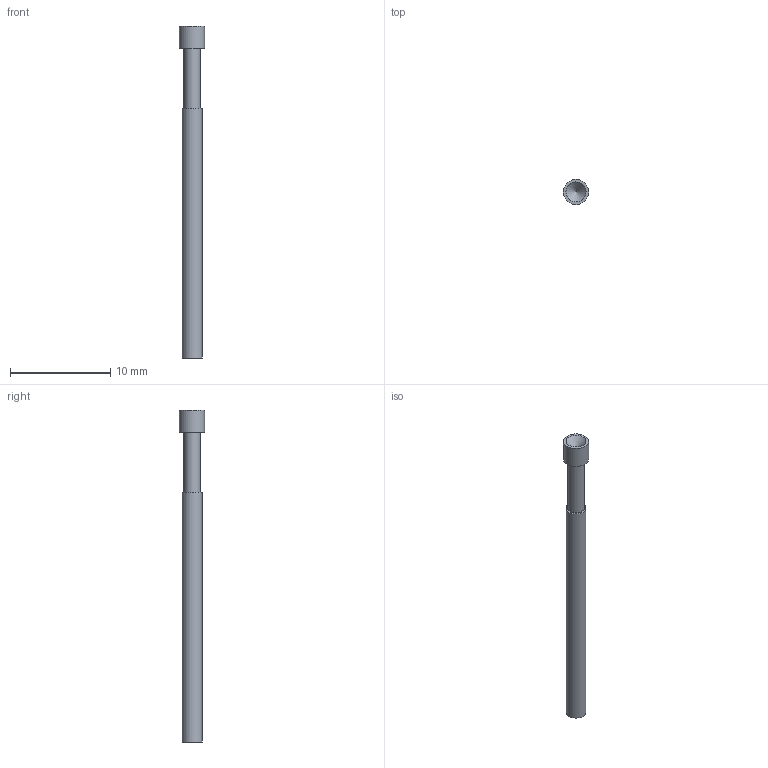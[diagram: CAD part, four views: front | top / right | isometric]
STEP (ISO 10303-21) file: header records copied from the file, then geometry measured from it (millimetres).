
FILE_DESCRIPTION(/* description */ (''),/* implementation_level */ '2;1');
FILE_NAME(/* name */ 'pogo2mmCup v2.step',/* time_stamp */ '2021-04-11T16:35:45-07:00',/* author */ (''),/* organization */ (''),/* preprocessor_version */ 'ST-DEVELOPER v18.1',/* originating_system */ 'Autodesk Translation Framework v10.6.0.1341',/* authorisation */ '');
FILE_SCHEMA (('AUTOMOTIVE_DESIGN { 1 0 10303 214 3 1 1 }'));
Length unit declared in the file: millimetre
Products named in the file (1): pogo2mmCup
Bounding box: 2.52 x 2.52 x 33.2 mm (x, y, z)
Volume: 101.6 mm3; surface area: 481.5 mm2
Topology: 2 solids, 2 shells, 10 faces, 15 edges, 10 vertices
Faces by surface type: plane 5, cylinder 4, cone 1
Full cylindrical faces by diameter (mm): 1.67 x2, 2 x1, 2.52 x1
Entity records: 274 total; most frequent: DIRECTION 45, CARTESIAN_POINT 35, ORIENTED_EDGE 28, AXIS2_PLACEMENT_3D 20, EDGE_LOOP 14, EDGE_CURVE 14, FACE_OUTER_BOUND 10, VERTEX_POINT 10
